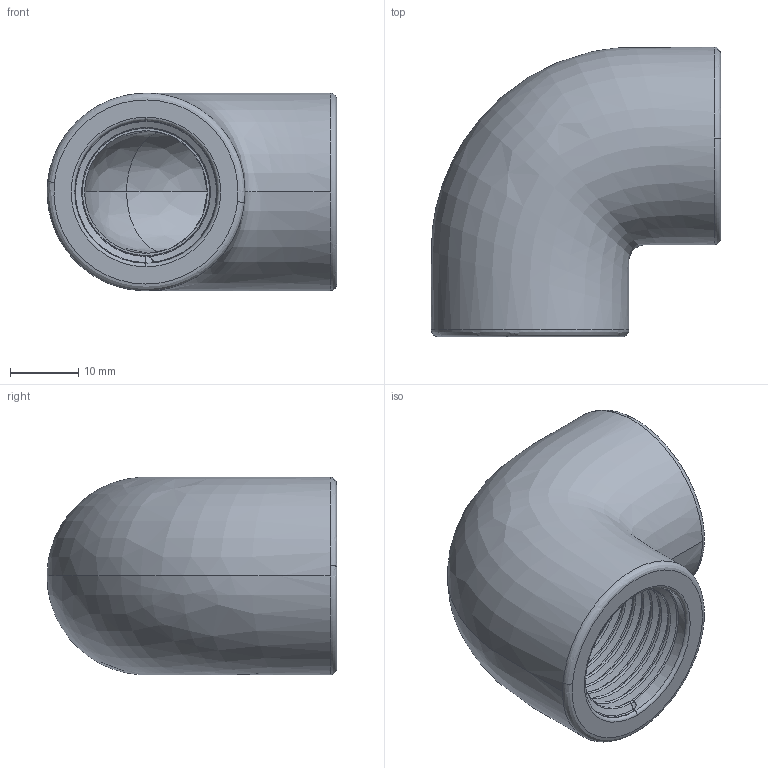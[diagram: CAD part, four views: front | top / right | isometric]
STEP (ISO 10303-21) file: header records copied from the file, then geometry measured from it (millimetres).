
FILE_DESCRIPTION (( 'STEP AP203' ), '1' );
FILE_NAME ('00250_0303.STEP', '2017-05-17T12:58:51', ( '' ), ( '' ), 'SwSTEP 2.0', 'SolidWorks 2011', '' );
FILE_SCHEMA (( 'CONFIG_CONTROL_DESIGN' ));
Length unit declared in the file: millimetre
Products named in the file (1): 00250_0303
Bounding box: 42.5 x 42.5 x 29 mm (x, y, z)
Volume: 17724.7 mm3; surface area: 9459.1 mm2
Topology: 1 solids, 1 shells, 76 faces, 210 edges, 134 vertices
Faces by surface type: cylinder 35, bspline 20, torus 10, cone 6, plane 5
Entity records: 11505 total; most frequent: CARTESIAN_POINT 9875, ORIENTED_EDGE 412, DIRECTION 233, EDGE_CURVE 206, VERTEX_POINT 134, AXIS2_PLACEMENT_3D 96, EDGE_LOOP 80, FACE_OUTER_BOUND 76
